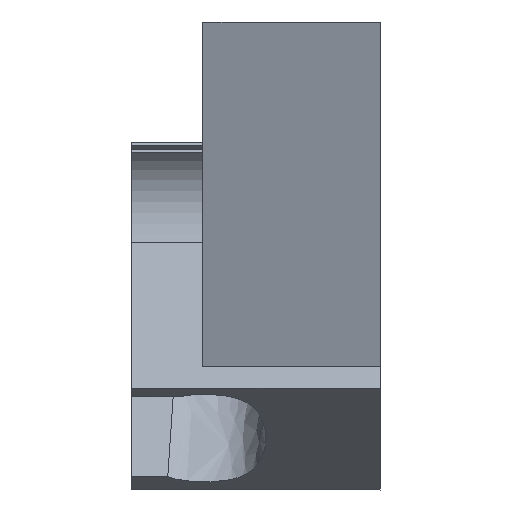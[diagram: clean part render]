
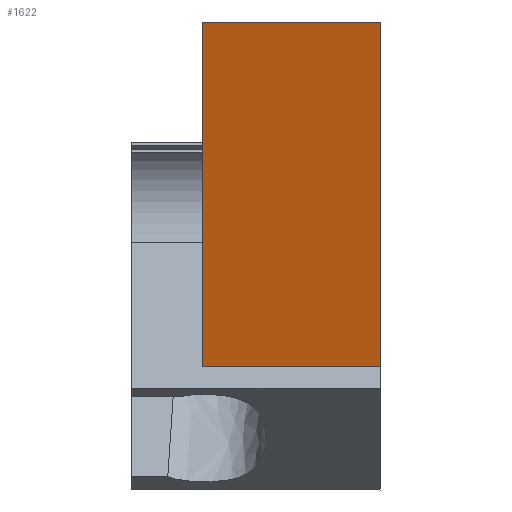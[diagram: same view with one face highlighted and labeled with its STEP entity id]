
A CAD part, left-side view. The second image highlights one B-rep face of the part: STEP entity #1622.
In plain terms, the highlighted planar face has unit normal (-0.965, 0, -0.261).
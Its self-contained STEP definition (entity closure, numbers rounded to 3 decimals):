
#61=PLANE('',#1808);
#183=FACE_OUTER_BOUND('',#285,.T.);
#285=EDGE_LOOP('',(#1438,#1439,#1440,#1441));
#398=LINE('',#3157,#522);
#410=LINE('',#3469,#534);
#414=LINE('',#3489,#538);
#415=LINE('',#3490,#539);
#522=VECTOR('',#2191,10.);
#534=VECTOR('',#2237,10.);
#538=VECTOR('',#2257,10.);
#539=VECTOR('',#2258,10.);
#757=VERTEX_POINT('',#3153);
#759=VERTEX_POINT('',#3156);
#778=VERTEX_POINT('',#3468);
#786=VERTEX_POINT('',#3488);
#972=EDGE_CURVE('',#759,#757,#398,.T.);
#1003=EDGE_CURVE('',#759,#778,#410,.T.);
#1014=EDGE_CURVE('',#786,#757,#414,.T.);
#1015=EDGE_CURVE('',#778,#786,#415,.T.);
#1438=ORIENTED_EDGE('',*,*,#1014,.F.);
#1439=ORIENTED_EDGE('',*,*,#1015,.F.);
#1440=ORIENTED_EDGE('',*,*,#1003,.F.);
#1441=ORIENTED_EDGE('',*,*,#972,.T.);
#1622=ADVANCED_FACE('',(#183),#61,.T.);
#1808=AXIS2_PLACEMENT_3D('',#3487,#2255,#2256);
#2191=DIRECTION('',(0.,1.,0.));
#2237=DIRECTION('',(0.261,0.,-0.965));
#2255=DIRECTION('center_axis',(-0.965,0.,-0.261));
#2256=DIRECTION('ref_axis',(-0.261,0.,0.965));
#2257=DIRECTION('',(-0.261,0.,0.965));
#2258=DIRECTION('',(0.,1.,0.));
#3153=CARTESIAN_POINT('',(747.82,196.049,562.5));
#3156=CARTESIAN_POINT('',(747.82,127.,562.5));
#3157=CARTESIAN_POINT('',(747.82,157.,562.5));
#3468=CARTESIAN_POINT('',(784.,127.,428.5));
#3469=CARTESIAN_POINT('',(757.,127.,528.5));
#3487=CARTESIAN_POINT('Origin',(757.,157.,528.5));
#3488=CARTESIAN_POINT('',(784.,196.049,428.5));
#3489=CARTESIAN_POINT('',(768.092,196.049,487.418));
#3490=CARTESIAN_POINT('',(784.,127.,428.5));
